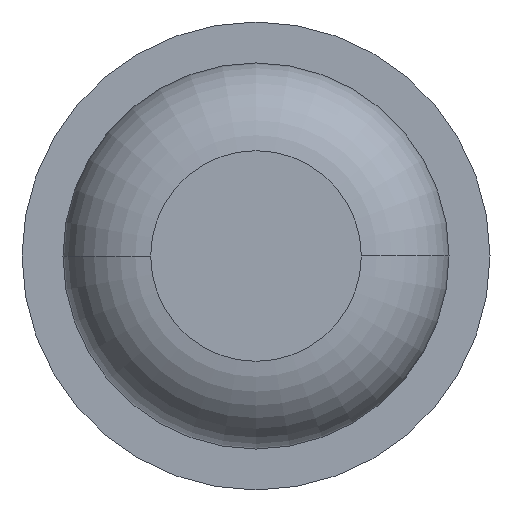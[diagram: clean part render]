
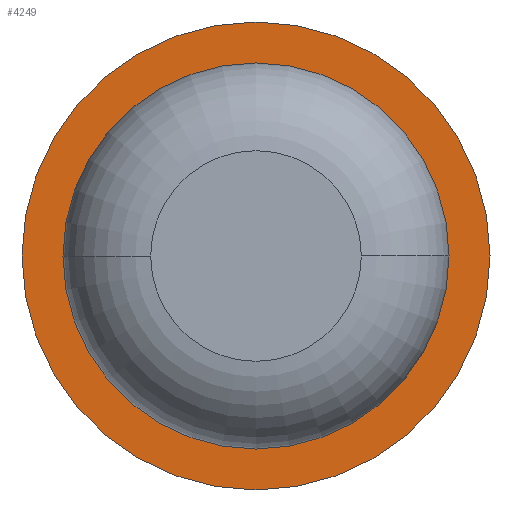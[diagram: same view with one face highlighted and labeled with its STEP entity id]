
A CAD part, front view. The second image highlights one B-rep face of the part: STEP entity #4249.
In plain terms, the highlighted planar face has unit normal (0, -1, 0).
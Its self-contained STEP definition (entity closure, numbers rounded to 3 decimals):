
#64 = DIRECTION ( 'NONE',  ( -1., 0., 0. ) ) ;
#113 = EDGE_LOOP ( 'NONE', ( #214, #2811 ) ) ;
#141 = VERTEX_POINT ( 'NONE', #3515 ) ;
#171 = CARTESIAN_POINT ( 'NONE',  ( -0.825, -6., 0. ) ) ;
#214 = ORIENTED_EDGE ( 'NONE', *, *, #1993, .F. ) ;
#224 = VERTEX_POINT ( 'NONE', #171 ) ;
#444 = CIRCLE ( 'NONE', #2001, 0.825 ) ;
#621 = PLANE ( 'NONE',  #1156 ) ;
#659 = DIRECTION ( 'NONE',  ( -1., 0., 0. ) ) ;
#828 = CARTESIAN_POINT ( 'NONE',  ( 0., -6., 0. ) ) ;
#840 = ORIENTED_EDGE ( 'NONE', *, *, #1629, .T. ) ;
#910 = ORIENTED_EDGE ( 'NONE', *, *, #1876, .T. ) ;
#1156 = AXIS2_PLACEMENT_3D ( 'NONE', #1376, #3755, #4103 ) ;
#1348 = CARTESIAN_POINT ( 'NONE',  ( 0., -6., 0. ) ) ;
#1376 = CARTESIAN_POINT ( 'NONE',  ( 0.825, -6., 0. ) ) ;
#1558 = AXIS2_PLACEMENT_3D ( 'NONE', #828, #2346, #2013 ) ;
#1625 = CIRCLE ( 'NONE', #2511, 1. ) ;
#1629 = EDGE_CURVE ( 'Defeature ausgef�hrt1_7+Defeature ausgef�hrt1_0+Defeature ausgef�hrt1_0+Defeature ausgef�hrt1_0', #4215, #224, #3421, .T. ) ;
#1876 = EDGE_CURVE ( 'Defeature ausgef�hrt1_7+Defeature ausgef�hrt1_0+Defeature ausgef�hrt1_0+Defeature ausgef�hrt1_0', #224, #4215, #444, .T. ) ;
#1993 = EDGE_CURVE ( 'Defeature ausgef�hrt1_8+Defeature ausgef�hrt1_7+Defeature ausgef�hrt1_7+Defeature ausgef�hrt1_7', #3993, #141, #1625, .T. ) ;
#2001 = AXIS2_PLACEMENT_3D ( 'NONE', #3398, #2990, #659 ) ;
#2013 = DIRECTION ( 'NONE',  ( -1., 0., 0. ) ) ;
#2322 = CARTESIAN_POINT ( 'NONE',  ( 0., -6., 0. ) ) ;
#2346 = DIRECTION ( 'NONE',  ( 0., 1., 0. ) ) ;
#2511 = AXIS2_PLACEMENT_3D ( 'NONE', #2322, #2660, #64 ) ;
#2660 = DIRECTION ( 'NONE',  ( 0., 1., 0. ) ) ;
#2738 = CARTESIAN_POINT ( 'NONE',  ( -1., -6., 0. ) ) ;
#2811 = ORIENTED_EDGE ( 'NONE', *, *, #3275, .F. ) ;
#2846 = FACE_OUTER_BOUND ( 'NONE', #113, .T. ) ;
#2899 = CARTESIAN_POINT ( 'NONE',  ( 0.825, -6., 0. ) ) ;
#2990 = DIRECTION ( 'NONE',  ( 0., 1., 0. ) ) ;
#3275 = EDGE_CURVE ( 'Defeature ausgef�hrt1_8+Defeature ausgef�hrt1_7+Defeature ausgef�hrt1_7+Defeature ausgef�hrt1_7', #141, #3993, #4588, .T. ) ;
#3398 = CARTESIAN_POINT ( 'NONE',  ( 0., -6., 0. ) ) ;
#3421 = CIRCLE ( 'NONE', #1558, 0.825 ) ;
#3515 = CARTESIAN_POINT ( 'NONE',  ( 1., -6., 0. ) ) ;
#3619 = DIRECTION ( 'NONE',  ( 0., 1., 0. ) ) ;
#3634 = DIRECTION ( 'NONE',  ( -1., 0., 0. ) ) ;
#3755 = DIRECTION ( 'NONE',  ( 0., 1., 0. ) ) ;
#3912 = FACE_BOUND ( 'NONE', #4369, .T. ) ;
#3993 = VERTEX_POINT ( 'NONE', #2738 ) ;
#4103 = DIRECTION ( 'NONE',  ( -1., 0., 0. ) ) ;
#4215 = VERTEX_POINT ( 'NONE', #2899 ) ;
#4249 = ADVANCED_FACE ( 'Defeature ausgef�hrt1_7', ( #2846, #3912 ), #621, .F. ) ;
#4369 = EDGE_LOOP ( 'NONE', ( #910, #840 ) ) ;
#4389 = AXIS2_PLACEMENT_3D ( 'NONE', #1348, #3619, #3634 ) ;
#4588 = CIRCLE ( 'NONE', #4389, 1. ) ;
